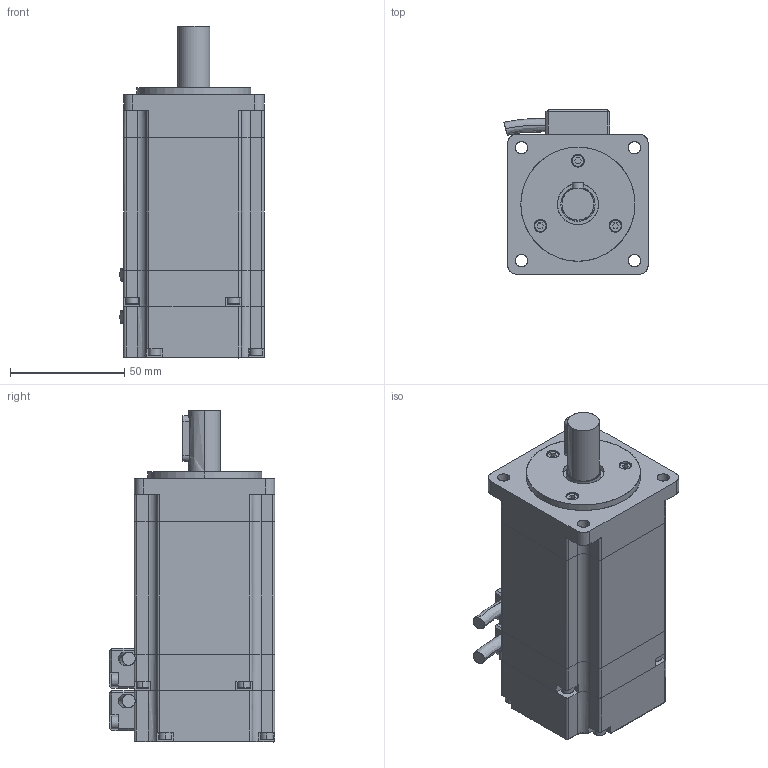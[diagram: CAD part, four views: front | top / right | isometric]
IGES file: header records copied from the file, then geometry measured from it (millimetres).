
Start section: SolidWorks IGES file using analytic representation for surfaces
Global section: file name: CS60-03C5AE 300W.IGS,1; native system: 5HSolidWorks 2010; preprocessor: SolidWorks 2010; author: Administrator; date: 141216.092905; units: millimetre
Bounding box: 63.19 x 72.5 x 145.5 mm (x, y, z)
Surface area: 42337 mm2 (no closed solid volume)
Topology: 0 solids, 0 shells, 418 faces, 4255 edges, 4255 vertices
Faces by surface type: bspline 295, revolution 123
